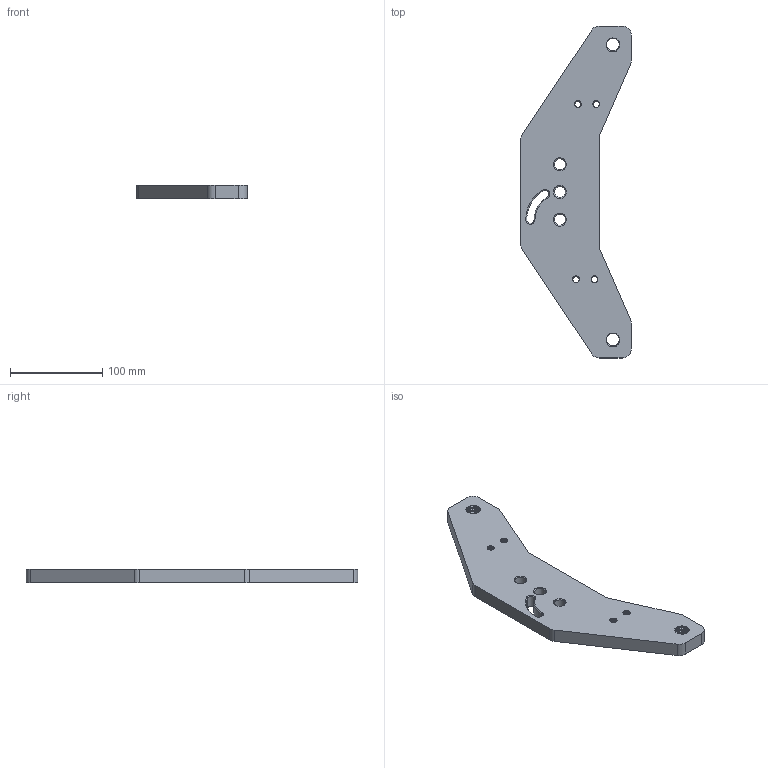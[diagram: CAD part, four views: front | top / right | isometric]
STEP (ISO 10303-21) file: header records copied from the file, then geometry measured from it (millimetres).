
FILE_DESCRIPTION(/* description */ (''),/* implementation_level */ '2;1');
FILE_NAME(/* name */ 'Platine.step',/* time_stamp */ '2021-09-26T12:37:40+02:00',/* author */ (''),/* organization */ (''),/* preprocessor_version */ 'ST-DEVELOPER v18.1',/* originating_system */ 'Autodesk Translation Framework v10.6.0.1341',/* authorisation */ '');
FILE_SCHEMA (('AUTOMOTIVE_DESIGN { 1 0 10303 214 3 1 1 }'));
Length unit declared in the file: millimetre
Products named in the file (1): FusionComponent
Bounding box: 120 x 360 x 15 mm (x, y, z)
Volume: 380294.7 mm3; surface area: 70983.3 mm2
Topology: 1 solids, 1 shells, 191 faces, 553 edges, 364 vertices
Faces by surface type: cylinder 153, cone 14, plane 12, bspline 12
Full cylindrical faces by diameter (mm): 6.779 x24, 8.17 x16, 12 x3, 14.023 x12, 16.251 x14
Entity records: 17167 total; most frequent: CARTESIAN_POINT 12629, ORIENTED_EDGE 1106, DIRECTION 681, EDGE_CURVE 553, VERTEX_POINT 364, B_SPLINE_CURVE_WITH_KNOTS 300, AXIS2_PLACEMENT_3D 248, EDGE_LOOP 211
